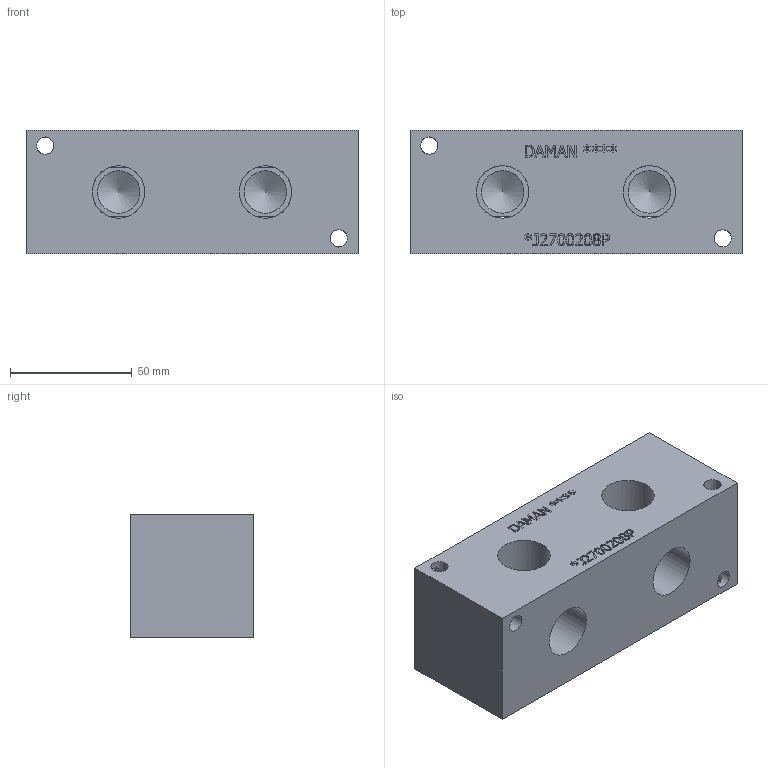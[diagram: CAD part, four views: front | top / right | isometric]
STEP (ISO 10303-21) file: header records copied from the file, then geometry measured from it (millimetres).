
FILE_DESCRIPTION(/* description */ (''),/* implementation_level */ '2;1');
FILE_NAME(/* name */ '_J2700208P.stp',/* time_stamp */ '2022-06-02T12:10:16-04:00',/* author */ ('bobbyh'),/* organization */ (''),/* preprocessor_version */ 'ST-DEVELOPER v18',/* originating_system */ 'Autodesk Inventor 2020',/* authorisation */ '');
FILE_SCHEMA (('AUTOMOTIVE_DESIGN { 1 0 10303 214 3 1 1 }'));
Length unit declared in the file: millimetre
Products named in the file (1): Part_+J2700208P_3D
Bounding box: 136.53 x 50.8 x 50.8 mm (x, y, z)
Volume: 307782 mm3; surface area: 43325.8 mm2
Topology: 1 solids, 1 shells, 341 faces, 941 edges, 624 vertices
Faces by surface type: plane 217, bspline 98, cylinder 20, cone 6
Full cylindrical faces by diameter (mm): 7.137 x8, 17.475 x6, 21.59 x6
Entity records: 11619 total; most frequent: CARTESIAN_POINT 3175, ORIENTED_EDGE 1870, DIRECTION 1295, EDGE_CURVE 935, LINE 671, VECTOR 671, VERTEX_POINT 624, EDGE_LOOP 389
